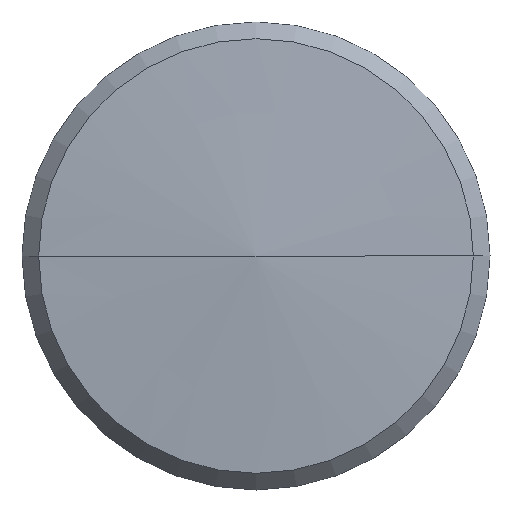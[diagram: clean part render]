
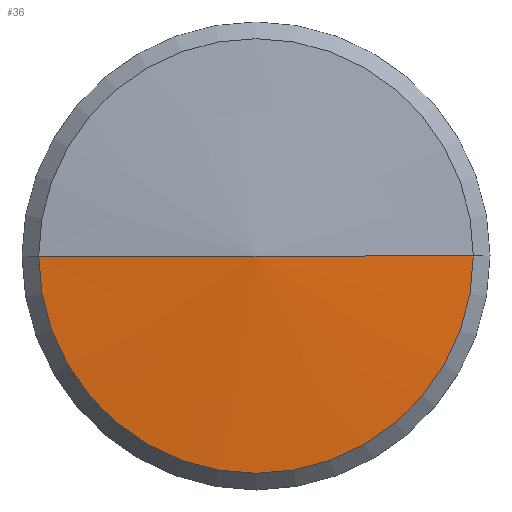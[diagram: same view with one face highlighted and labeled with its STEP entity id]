
A CAD part, left-side view. The second image highlights one B-rep face of the part: STEP entity #36.
In plain terms, the highlighted conical face has half-angle 85.914 degrees and reference radius 6.501 mm.
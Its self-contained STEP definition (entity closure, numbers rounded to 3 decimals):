
#36=ADVANCED_FACE('',(#70),#71,.T.);
#70=FACE_OUTER_BOUND('',#99,.T.);
#71=CONICAL_SURFACE('',#100,6.501,1.499);
#99=EDGE_LOOP('',(#132,#133,#134));
#100=AXIS2_PLACEMENT_3D('',#135,#136,#137);
#132=ORIENTED_EDGE('',*,*,#178,.T.);
#133=ORIENTED_EDGE('',*,*,#179,.T.);
#134=ORIENTED_EDGE('',*,*,#180,.F.);
#135=CARTESIAN_POINT('',(-2.536,0.0,0.0));
#136=DIRECTION('',(1.0,-0.0,-0.0));
#137=DIRECTION('',(0.0,1.0,0.0));
#178=EDGE_CURVE('',#200,#204,#205,.T.);
#179=EDGE_CURVE('',#204,#198,#206,.T.);
#180=EDGE_CURVE('',#200,#198,#207,.T.);
#198=VERTEX_POINT('',#227);
#200=VERTEX_POINT('',#230);
#204=VERTEX_POINT('',#235);
#205=LINE('',#236,#237);
#206=LINE('',#238,#239);
#207=CIRCLE('',#240,13.003);
#227=CARTESIAN_POINT('',(-2.071,13.003,0.0));
#230=CARTESIAN_POINT('',(-2.071,-13.003,0.));
#235=CARTESIAN_POINT('',(-3.0,0.0,0.0));
#236=CARTESIAN_POINT('',(-2.536,-6.501,0.));
#237=VECTOR('',#261,1.0);
#238=CARTESIAN_POINT('',(-2.536,6.501,0.));
#239=VECTOR('',#262,1.0);
#240=AXIS2_PLACEMENT_3D('',#263,#264,#265);
#261=DIRECTION('',(-0.071,0.997,0.));
#262=DIRECTION('',(0.071,0.997,0.));
#263=CARTESIAN_POINT('',(-2.071,0.0,0.0));
#264=DIRECTION('',(1.0,0.0,0.0));
#265=DIRECTION('',(0.0,1.0,0.0));
